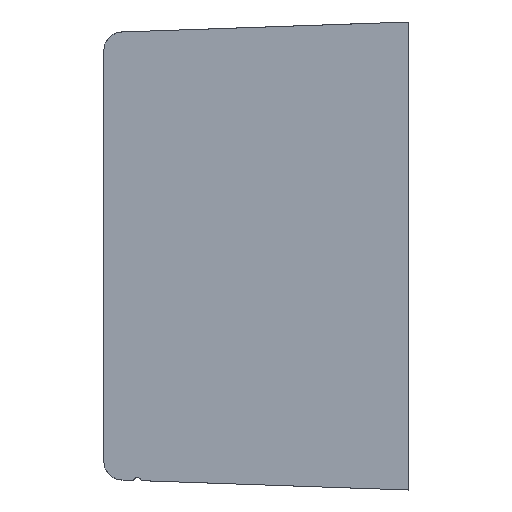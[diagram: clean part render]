
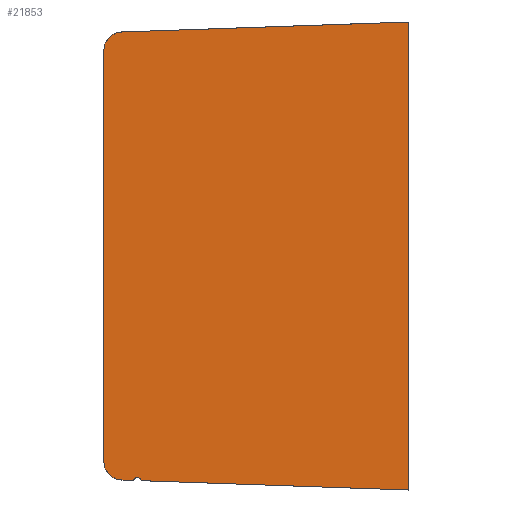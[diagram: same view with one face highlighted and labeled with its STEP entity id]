
A CAD part, left-side view. The second image highlights one B-rep face of the part: STEP entity #21853.
In plain terms, the highlighted planar face has unit normal (1, 0, 0).
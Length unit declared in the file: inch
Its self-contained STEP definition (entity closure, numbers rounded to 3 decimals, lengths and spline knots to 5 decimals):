
#323 = AXIS2_PLACEMENT_3D ( 'NONE', #25031, #105179, #36577 ) ;
#1867 = VERTEX_POINT ( 'NONE', #116198 ) ;
#2208 = VECTOR ( 'NONE', #113790, 39.37008 ) ;
#5874 = DIRECTION ( 'NONE',  ( 0., 0.999, 0.035 ) ) ;
#5974 = EDGE_CURVE ( 'NONE', #61084, #32992, #112140, .T. ) ;
#9318 = CARTESIAN_POINT ( 'NONE',  ( -0.9935, 0., -2.5 ) ) ;
#10662 = EDGE_LOOP ( 'NONE', ( #88285, #146291, #112719, #55691, #26264, #141945, #126325, #110995 ) ) ;
#10776 = FACE_OUTER_BOUND ( 'NONE', #10662, .T. ) ;
#10781 = DIRECTION ( 'NONE',  ( 0., 0., -1. ) ) ;
#11499 = EDGE_CURVE ( 'NONE', #76269, #20058, #80625, .T. ) ;
#13036 = PLANE ( 'NONE',  #323 ) ;
#17636 = DIRECTION ( 'NONE',  ( 1., 0., 0. ) ) ;
#18503 = CARTESIAN_POINT ( 'NONE',  ( -0.9935, 0., 2.5 ) ) ;
#20058 = VERTEX_POINT ( 'NONE', #68467 ) ;
#20900 = CARTESIAN_POINT ( 'NONE',  ( -0.9935, 3.25, 2.19337 ) ) ;
#21622 = DIRECTION ( 'NONE',  ( 0., -1., 0. ) ) ;
#21800 = DIRECTION ( 'NONE',  ( -1., 0., 0. ) ) ;
#21853 = ADVANCED_FACE ( 'NONE', ( #10776 ), #13036, .T. ) ;
#21901 = CARTESIAN_POINT ( 'NONE',  ( -0.9935, 2.89106, -2.41359 ) ) ;
#24250 = LINE ( 'NONE', #9318, #112082 ) ;
#25031 = CARTESIAN_POINT ( 'NONE',  ( -0.9935, 3.25, 2.5 ) ) ;
#25715 = DIRECTION ( 'NONE',  ( 0., 0.999, 0.035 ) ) ;
#26264 = ORIENTED_EDGE ( 'NONE', *, *, #135896, .T. ) ;
#31060 = CARTESIAN_POINT ( 'NONE',  ( -0.9935, 3.05698, -2.39325 ) ) ;
#32213 = AXIS2_PLACEMENT_3D ( 'NONE', #86263, #17636, #97804 ) ;
#32992 = VERTEX_POINT ( 'NONE', #54155 ) ;
#33707 = CARTESIAN_POINT ( 'NONE',  ( -0.9935, 3.05698, 2.39325 ) ) ;
#33866 = DIRECTION ( 'NONE',  ( 1., 0., 0. ) ) ;
#36577 = DIRECTION ( 'NONE',  ( 0., 1., 0. ) ) ;
#49946 = VECTOR ( 'NONE', #25715, 39.37008 ) ;
#53111 = CARTESIAN_POINT ( 'NONE',  ( -0.9935, 3.05, 2.19337 ) ) ;
#54155 = CARTESIAN_POINT ( 'NONE',  ( -0.9935, 3.05698, 2.39325 ) ) ;
#55691 = ORIENTED_EDGE ( 'NONE', *, *, #138689, .T. ) ;
#59782 = EDGE_CURVE ( 'NONE', #32992, #137386, #90027, .T. ) ;
#61084 = VERTEX_POINT ( 'NONE', #20900 ) ;
#62456 = VECTOR ( 'NONE', #137563, 39.37008 ) ;
#65009 = EDGE_CURVE ( 'NONE', #1867, #61084, #137642, .T. ) ;
#68467 = CARTESIAN_POINT ( 'NONE',  ( -0.9935, 2.93311, -2.39757 ) ) ;
#69037 = CARTESIAN_POINT ( 'NONE',  ( -0.9935, 3.25, 2.5 ) ) ;
#71783 = VECTOR ( 'NONE', #79464, 39.37008 ) ;
#74025 = CARTESIAN_POINT ( 'NONE',  ( -0.9935, 0., -2.5 ) ) ;
#74151 = CIRCLE ( 'NONE', #32213, 0.2 ) ;
#76269 = VERTEX_POINT ( 'NONE', #88449 ) ;
#79464 = DIRECTION ( 'NONE',  ( 0., 0., -1. ) ) ;
#80625 = CIRCLE ( 'NONE', #106273, 0.045 ) ;
#82349 = CARTESIAN_POINT ( 'NONE',  ( -0.9935, 2.93311, -2.39757 ) ) ;
#86263 = CARTESIAN_POINT ( 'NONE',  ( -0.9935, 3.05, -2.19337 ) ) ;
#88285 = ORIENTED_EDGE ( 'NONE', *, *, #142997, .T. ) ;
#88449 = CARTESIAN_POINT ( 'NONE',  ( -0.9935, 2.84799, -2.40055 ) ) ;
#90027 = LINE ( 'NONE', #33707, #2208 ) ;
#97804 = DIRECTION ( 'NONE',  ( 0., 0., -1. ) ) ;
#102188 = LINE ( 'NONE', #125009, #71783 ) ;
#104938 = AXIS2_PLACEMENT_3D ( 'NONE', #53111, #33866, #10781 ) ;
#105179 = DIRECTION ( 'NONE',  ( 1., 0., 0. ) ) ;
#105724 = VERTEX_POINT ( 'NONE', #31060 ) ;
#106273 = AXIS2_PLACEMENT_3D ( 'NONE', #21901, #21800, #21622 ) ;
#110857 = LINE ( 'NONE', #82349, #49946 ) ;
#110995 = ORIENTED_EDGE ( 'NONE', *, *, #59782, .T. ) ;
#112082 = VECTOR ( 'NONE', #5874, 39.37008 ) ;
#112140 = CIRCLE ( 'NONE', #104938, 0.2 ) ;
#112719 = ORIENTED_EDGE ( 'NONE', *, *, #11499, .T. ) ;
#113790 = DIRECTION ( 'NONE',  ( 0., -0.999, 0.035 ) ) ;
#116198 = CARTESIAN_POINT ( 'NONE',  ( -0.9935, 3.25, -2.19337 ) ) ;
#118454 = VERTEX_POINT ( 'NONE', #74025 ) ;
#121494 = EDGE_CURVE ( 'NONE', #118454, #76269, #24250, .T. ) ;
#125009 = CARTESIAN_POINT ( 'NONE',  ( -0.9935, 0., 2.5 ) ) ;
#126325 = ORIENTED_EDGE ( 'NONE', *, *, #5974, .T. ) ;
#135896 = EDGE_CURVE ( 'NONE', #105724, #1867, #74151, .T. ) ;
#137386 = VERTEX_POINT ( 'NONE', #18503 ) ;
#137563 = DIRECTION ( 'NONE',  ( 0., 0., 1. ) ) ;
#137642 = LINE ( 'NONE', #69037, #62456 ) ;
#138689 = EDGE_CURVE ( 'NONE', #20058, #105724, #110857, .T. ) ;
#141945 = ORIENTED_EDGE ( 'NONE', *, *, #65009, .T. ) ;
#142997 = EDGE_CURVE ( 'NONE', #137386, #118454, #102188, .T. ) ;
#146291 = ORIENTED_EDGE ( 'NONE', *, *, #121494, .T. ) ;
